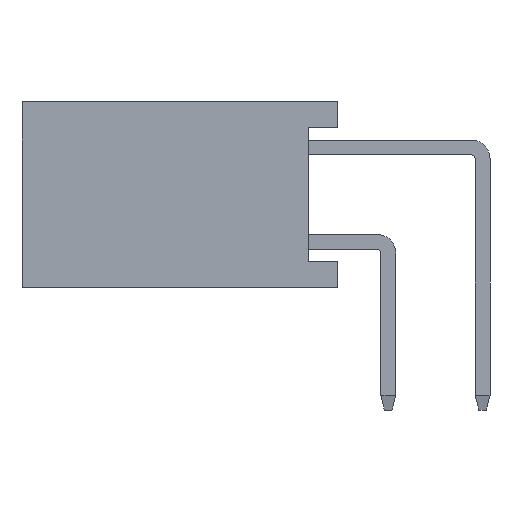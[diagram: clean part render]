
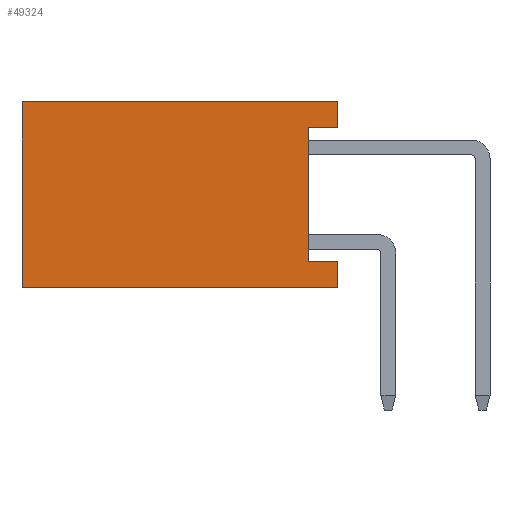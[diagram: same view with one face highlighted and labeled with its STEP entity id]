
A CAD part, front view. The second image highlights one B-rep face of the part: STEP entity #49324.
In plain terms, the highlighted face is planar.
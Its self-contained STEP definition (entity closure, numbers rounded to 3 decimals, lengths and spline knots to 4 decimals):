
#5232=ORIENTED_EDGE('',*,*,#14364,.T.);
#5233=ORIENTED_EDGE('',*,*,#14349,.T.);
#5234=ORIENTED_EDGE('',*,*,#14362,.T.);
#5235=ORIENTED_EDGE('',*,*,#14354,.F.);
#5236=ORIENTED_EDGE('',*,*,#14365,.F.);
#5237=ORIENTED_EDGE('',*,*,#14358,.T.);
#5238=ORIENTED_EDGE('',*,*,#14361,.T.);
#5239=ORIENTED_EDGE('',*,*,#14345,.T.);
#14345=EDGE_CURVE('',#18626,#18625,#22353,.T.);
#14349=EDGE_CURVE('',#18630,#18628,#22357,.T.);
#14354=EDGE_CURVE('',#18634,#18635,#22362,.T.);
#14358=EDGE_CURVE('',#18639,#18638,#22366,.T.);
#14361=EDGE_CURVE('',#18638,#18626,#22369,.T.);
#14362=EDGE_CURVE('',#18628,#18635,#22370,.T.);
#14364=EDGE_CURVE('',#18625,#18630,#22372,.T.);
#14365=EDGE_CURVE('',#18639,#18634,#22373,.T.);
#18625=VERTEX_POINT('',#69206);
#18626=VERTEX_POINT('',#69208);
#18628=VERTEX_POINT('',#69214);
#18630=VERTEX_POINT('',#69217);
#18634=VERTEX_POINT('',#69226);
#18635=VERTEX_POINT('',#69228);
#18638=VERTEX_POINT('',#69235);
#18639=VERTEX_POINT('',#69237);
#22353=LINE('',#69207,#26825);
#22357=LINE('',#69216,#26829);
#22362=LINE('',#69227,#26834);
#22366=LINE('',#69236,#26838);
#22369=LINE('',#69241,#26841);
#22370=LINE('',#69243,#26842);
#22372=LINE('',#69246,#26844);
#22373=LINE('',#69247,#26845);
#26825=VECTOR('',#57799,1000.);
#26829=VECTOR('',#57805,1000.);
#26834=VECTOR('',#57812,1000.);
#26838=VECTOR('',#57818,1000.);
#26841=VECTOR('',#57823,1000.);
#26842=VECTOR('',#57826,1000.);
#26844=VECTOR('',#57830,1000.);
#26845=VECTOR('',#57831,1000.);
#29126=EDGE_LOOP('',(#5232,#5233,#5234,#5235,#5236,#5237,#5238,#5239));
#31216=FACE_BOUND('',#29126,.T.);
#33306=PLANE('',#51485);
#49324=ADVANCED_FACE('',(#31216),#33306,.T.);
#51485=AXIS2_PLACEMENT_3D('',#69245,#57828,#57829);
#57799=DIRECTION('',(0.,0.,1.));
#57805=DIRECTION('',(0.,0.,-1.));
#57812=DIRECTION('',(0.,0.,-1.));
#57818=DIRECTION('',(0.,0.,-1.));
#57823=DIRECTION('',(0.,1.,0.));
#57826=DIRECTION('',(0.,1.,0.));
#57828=DIRECTION('',(1.,0.,0.));
#57829=DIRECTION('',(0.,0.,-1.));
#57830=DIRECTION('',(0.,1.,0.));
#57831=DIRECTION('',(0.,1.,0.));
#69206=CARTESIAN_POINT('',(20.57,-1.8,-3.45));
#69207=CARTESIAN_POINT('',(20.57,-1.8,-4.25));
#69208=CARTESIAN_POINT('',(20.57,-1.8,-4.25));
#69214=CARTESIAN_POINT('',(20.57,1.8,-4.25));
#69216=CARTESIAN_POINT('',(20.57,1.8,-3.45));
#69217=CARTESIAN_POINT('',(20.57,1.8,-3.45));
#69226=CARTESIAN_POINT('',(20.57,2.5,4.25));
#69227=CARTESIAN_POINT('',(20.57,2.5,4.25));
#69228=CARTESIAN_POINT('',(20.57,2.5,-4.25));
#69235=CARTESIAN_POINT('',(20.57,-2.5,-4.25));
#69236=CARTESIAN_POINT('',(20.57,-2.5,4.25));
#69237=CARTESIAN_POINT('',(20.57,-2.5,4.25));
#69241=CARTESIAN_POINT('',(20.57,-2.5,-4.25));
#69243=CARTESIAN_POINT('',(20.57,-2.5,-4.25));
#69245=CARTESIAN_POINT('',(20.57,-2.5,4.25));
#69246=CARTESIAN_POINT('',(20.57,-1.8,-3.45));
#69247=CARTESIAN_POINT('',(20.57,-2.5,4.25));
